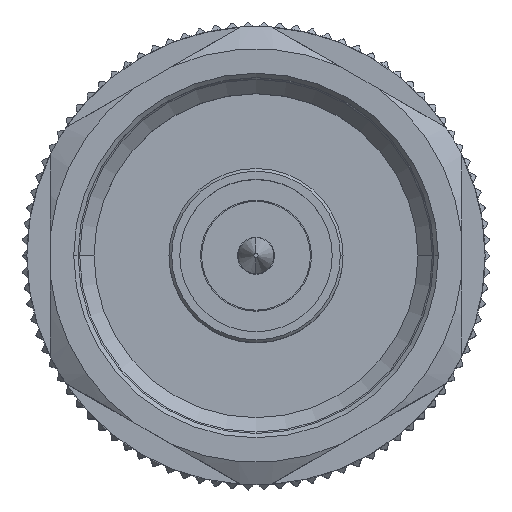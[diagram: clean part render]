
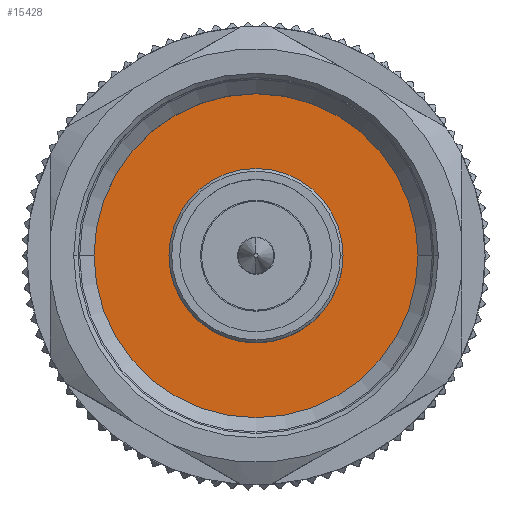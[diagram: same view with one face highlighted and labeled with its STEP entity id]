
A CAD part, top view. The second image highlights one B-rep face of the part: STEP entity #15428.
In plain terms, the highlighted planar face has unit normal (0, 0, 1).
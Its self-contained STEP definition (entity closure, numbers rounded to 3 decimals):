
#309 = DIRECTION ( 'NONE',  ( 0., 0., -1. ) ) ;
#462 = DIRECTION ( 'NONE',  ( 0., 0., 1. ) ) ;
#1287 = CIRCLE ( 'NONE', #2520, 8. ) ;
#1333 = DIRECTION ( 'NONE',  ( 1., 0., 0. ) ) ;
#1362 = EDGE_CURVE ( 'NONE', #16373, #11583, #1287, .T. ) ;
#2487 = ORIENTED_EDGE ( 'NONE', *, *, #9166, .T. ) ;
#2520 = AXIS2_PLACEMENT_3D ( 'NONE', #15784, #10097, #1333 ) ;
#2826 = DIRECTION ( 'NONE',  ( 0., -1., 0. ) ) ;
#2975 = CARTESIAN_POINT ( 'NONE',  ( 0., 0., -9.625 ) ) ;
#3384 = VERTEX_POINT ( 'NONE', #14908 ) ;
#3636 = DIRECTION ( 'NONE',  ( 1., 0., 0. ) ) ;
#4110 = CIRCLE ( 'NONE', #7413, 8. ) ;
#4760 = DIRECTION ( 'NONE',  ( 1., 0., 0. ) ) ;
#4821 = EDGE_LOOP ( 'NONE', ( #12460, #2487 ) ) ;
#4860 = DIRECTION ( 'NONE',  ( 0., 0., 1. ) ) ;
#5772 = CARTESIAN_POINT ( 'NONE',  ( 0., -4., -9.625 ) ) ;
#6029 = VERTEX_POINT ( 'NONE', #5772 ) ;
#6679 = AXIS2_PLACEMENT_3D ( 'NONE', #16123, #309, #7349 ) ;
#6999 = CIRCLE ( 'NONE', #6679, 4. ) ;
#7349 = DIRECTION ( 'NONE',  ( 0., -1., 0. ) ) ;
#7391 = CARTESIAN_POINT ( 'NONE',  ( 8., 0., -9.625 ) ) ;
#7413 = AXIS2_PLACEMENT_3D ( 'NONE', #13401, #462, #4760 ) ;
#8223 = AXIS2_PLACEMENT_3D ( 'NONE', #2975, #17320, #2826 ) ;
#9166 = EDGE_CURVE ( 'NONE', #3384, #6029, #6999, .T. ) ;
#9628 = EDGE_CURVE ( 'NONE', #6029, #3384, #15541, .T. ) ;
#10097 = DIRECTION ( 'NONE',  ( 0., 0., 1. ) ) ;
#10549 = ORIENTED_EDGE ( 'NONE', *, *, #1362, .T. ) ;
#10834 = PLANE ( 'NONE',  #17592 ) ;
#11558 = CARTESIAN_POINT ( 'NONE',  ( -8., 0., -9.625 ) ) ;
#11583 = VERTEX_POINT ( 'NONE', #7391 ) ;
#12153 = CARTESIAN_POINT ( 'NONE',  ( -8.096, -8.096, -9.625 ) ) ;
#12460 = ORIENTED_EDGE ( 'NONE', *, *, #9628, .T. ) ;
#13401 = CARTESIAN_POINT ( 'NONE',  ( 0., 0., -9.625 ) ) ;
#13592 = ORIENTED_EDGE ( 'NONE', *, *, #16876, .T. ) ;
#14908 = CARTESIAN_POINT ( 'NONE',  ( 0., 4., -9.625 ) ) ;
#14996 = FACE_BOUND ( 'NONE', #4821, .T. ) ;
#15428 = ADVANCED_FACE ( 'NONE', ( #14996, #17520 ), #10834, .T. ) ;
#15541 = CIRCLE ( 'NONE', #8223, 4. ) ;
#15784 = CARTESIAN_POINT ( 'NONE',  ( 0., 0., -9.625 ) ) ;
#16123 = CARTESIAN_POINT ( 'NONE',  ( 0., 0., -9.625 ) ) ;
#16373 = VERTEX_POINT ( 'NONE', #11558 ) ;
#16876 = EDGE_CURVE ( 'NONE', #11583, #16373, #4110, .T. ) ;
#17320 = DIRECTION ( 'NONE',  ( 0., 0., -1. ) ) ;
#17520 = FACE_OUTER_BOUND ( 'NONE', #17522, .T. ) ;
#17522 = EDGE_LOOP ( 'NONE', ( #13592, #10549 ) ) ;
#17592 = AXIS2_PLACEMENT_3D ( 'NONE', #12153, #4860, #3636 ) ;
